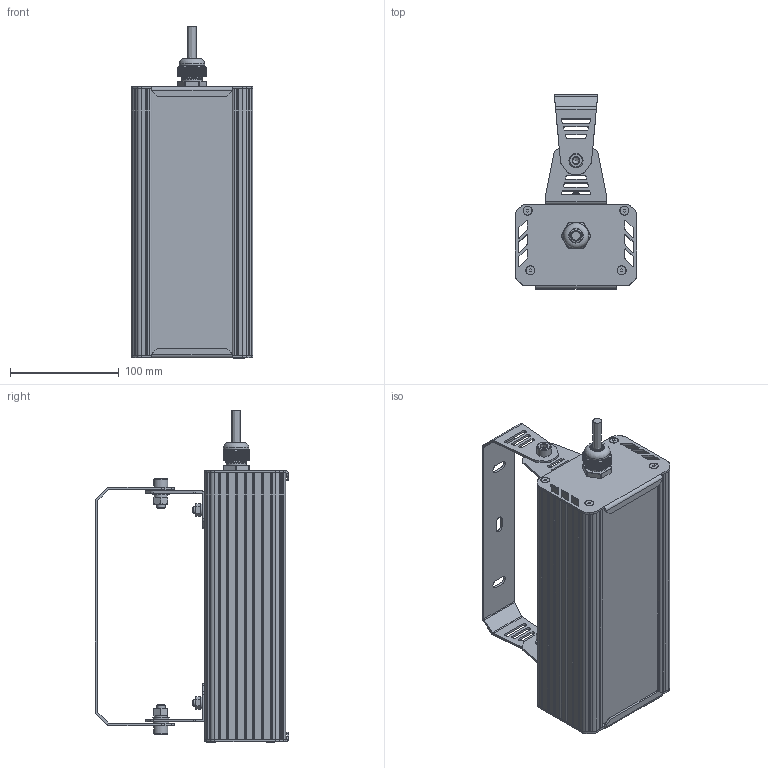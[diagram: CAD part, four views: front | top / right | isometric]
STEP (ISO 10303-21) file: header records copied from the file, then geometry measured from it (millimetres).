
FILE_DESCRIPTION(('STEP AP214'), '1');
FILE_NAME('001.0070.06.000 - ÃÑÏ-Ïðèìà-30', '2023-09-25T05:34:53', ('Ëóêîíèí Å Ï'), ('ÎÊÁ Ñâîé Ñòèëü'), 'C3D Converter', 'C3D Toolkit', '');
FILE_SCHEMA(('AUTOMOTIVE_DESIGN { 1 0 10303 214 3 1 1}'));
Length unit declared in the file: millimetre
Products named in the file (40): 001.0070.06.000
Assembly tree (64 placements, depth 4):
  001.0070.06.000
    (unnamed)
      (unnamed)
      (unnamed)
      (unnamed)  x4
      (unnamed)
      (unnamed)  x4
      (unnamed)
      (unnamed)
      (unnamed)
      (unnamed)  x3
        (unnamed)
        (unnamed)
        (unnamed)
        (unnamed)
        (unnamed)
        (unnamed)
        (unnamed)
        (unnamed)
        (unnamed)
      (unnamed)
        (unnamed)
      (unnamed)
        (unnamed)
        (unnamed)
        (unnamed)  x2
        (unnamed)
        (unnamed)
        (unnamed)
        (unnamed)
        (unnamed)
        (unnamed)
        (unnamed)
        (unnamed)
        (unnamed)  x2
        (unnamed)
        (unnamed)
        (unnamed)
        (unnamed)
        (unnamed)
    (unnamed)
      (unnamed)
      (unnamed)
      (unnamed)  x2
      (unnamed)
      (unnamed)
      (unnamed)
      (unnamed)
      (unnamed)
      (unnamed)
      (unnamed)
      (unnamed)
      (unnamed)  x2
      (unnamed)
      (unnamed)
      (unnamed)
      (unnamed)
      (unnamed)
Bounding box: 112.19 x 178.44 x 306 mm (x, y, z)
Volume: 579901.9 mm3; surface area: 520353.4 mm2
Topology: 156 solids, 156 shells, 2937 faces, 7780 edges, 5214 vertices
Faces by surface type: plane 1747, cylinder 1021, cone 126, torus 17, bspline 17, sphere 9
Full cylindrical faces by diameter (mm): 1 x9, 2 x6, 2.5 x12, 2.8 x75, 3.2 x9, 3.5 x15, 4 x8, 4.917 x4, 6 x8, 6.6 x4, 6.647 x4, 8 x12, 8.5 x8, 9 x8, 11 x4, 12 x1, 12.5 x1, 13 x4, 15 x8, 16 x1, 18.5 x3, 20 x1, 23.5 x1
Entity records: 110111 total; most frequent: CARTESIAN_POINT 47278, DIRECTION 10122, ORIENTED_EDGE 9960, EDGE_CURVE 4980, AXIS2_PLACEMENT_3D 3595, VERTEX_POINT 3424, LINE 2932, VECTOR 2932
